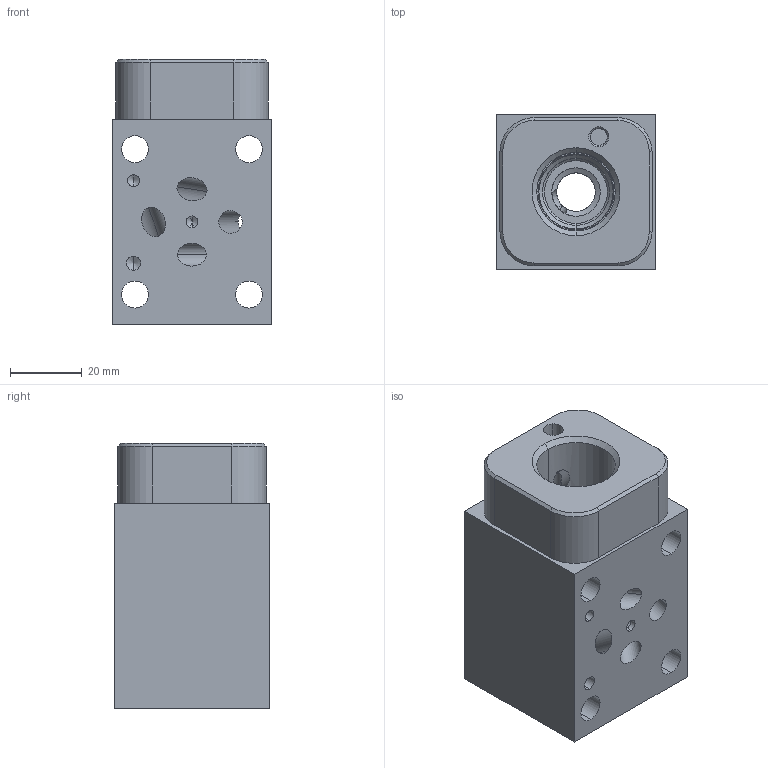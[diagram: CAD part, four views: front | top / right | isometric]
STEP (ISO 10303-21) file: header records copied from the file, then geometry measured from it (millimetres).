
FILE_DESCRIPTION((''),'2;1');
FILE_NAME('VGG_PRT','2016-04-22T',('Administrator'),(''),'PRO/ENGINEER BY PARAMETRIC TECHNOLOGY CORPORATION, 2006240','PRO/ENGINEER BY PARAMETRIC TECHNOLOGY CORPORATION, 2006240','');
FILE_SCHEMA(('CONFIG_CONTROL_DESIGN'));
Length unit declared in the file: inch
Products named in the file (1): VGG_PRT
Bounding box: 44.45 x 43.18 x 73.81 mm (x, y, z)
Volume: 103448.6 mm3; surface area: 28399 mm2
Topology: 1 solids, 1 shells, 131 faces, 351 edges, 213 vertices
Faces by surface type: cylinder 65, cone 35, plane 19, sphere 12
Entity records: 5698 total; most frequent: CARTESIAN_POINT 2456, ORIENTED_EDGE 666, DIRECTION 661, EDGE_CURVE 333, AXIS2_PLACEMENT_3D 263, VERTEX_POINT 213, EDGE_LOOP 164, VECTOR 135
